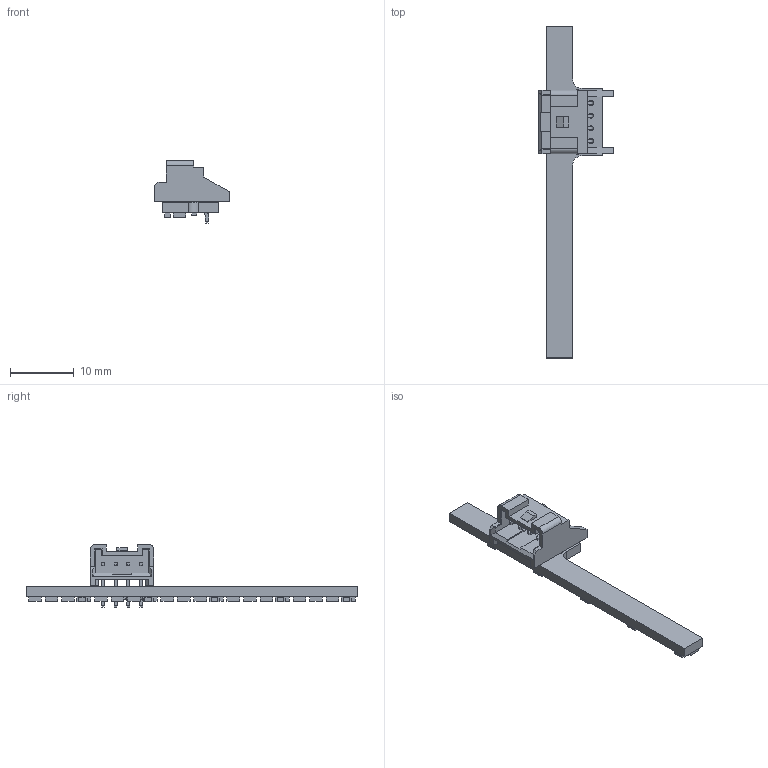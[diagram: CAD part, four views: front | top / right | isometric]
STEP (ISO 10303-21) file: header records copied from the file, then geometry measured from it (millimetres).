
FILE_DESCRIPTION(('KiCad electronic assembly'),'2;1');
FILE_NAME('LEDStick.step','2024-07-15T16:23:56',('Pcbnew'),('Kicad'), 'Open CASCADE STEP processor 7.6','KiCad to STEP converter','Unknown' );
FILE_SCHEMA(('AUTOMOTIVE_DESIGN { 1 0 10303 214 1 1 1 1 }'));
Length unit declared in the file: millimetre
Products named in the file (10): LEDStick 1; S04B-PASK-2(LF)(SN)--3DModel-STEP-56544; S04B-PASK-2; HD107s; Part 2; C_0603_1608Metric; Fuse_0603_1608Metric; _autosave-LEDStick_PCB
Assembly tree (32 placements, depth 3):
  LEDStick 1
    S04B-PASK-2(LF)(SN)--3DModel-STEP-56544
      S04B-PASK-2
    HD107s  x20
      Part 2
    C_0603_1608Metric  x5
      C_0603_1608Metric
    Fuse_0603_1608Metric
      Fuse_0603_1608Metric
    _autosave-LEDStick_PCB
Bounding box: 11.7 x 52.2 x 9.9 mm (x, y, z)
Volume: 737.1 mm3; surface area: 1676.7 mm2
Topology: 36 solids, 36 shells, 504 faces, 1207 edges, 788 vertices
Faces by surface type: plane 376, cylinder 124, cone 4
Full cylindrical faces by diameter (mm): 0.8 x4, 1.1 x2
Entity records: 8927 total; most frequent: CARTESIAN_POINT 1464, DIRECTION 1459, ORIENTED_EDGE 1382, EDGE_CURVE 691, LINE 533, VECTOR 533, AXIS2_PLACEMENT_3D 463, VERTEX_POINT 444
